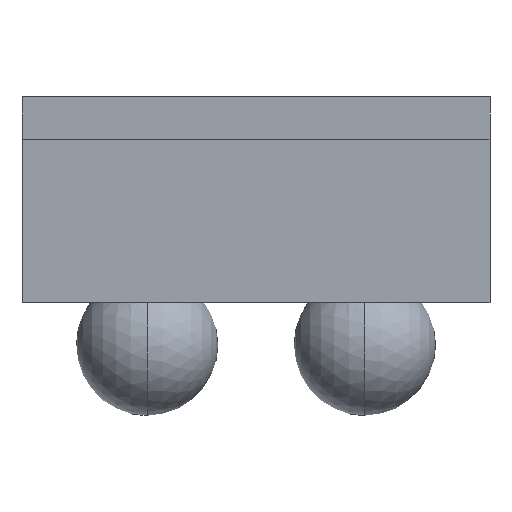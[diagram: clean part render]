
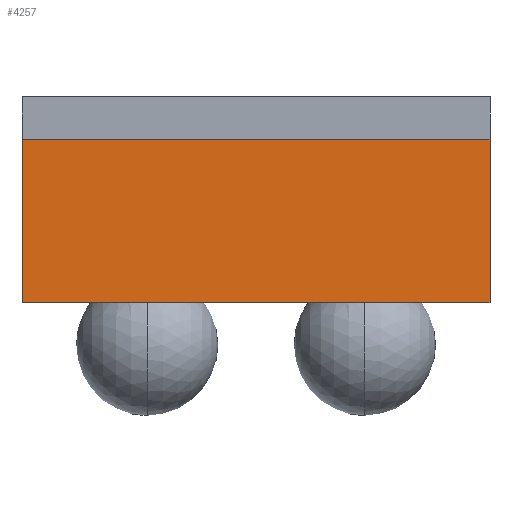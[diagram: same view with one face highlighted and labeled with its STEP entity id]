
A CAD part, front view. The second image highlights one B-rep face of the part: STEP entity #4257.
In plain terms, the highlighted planar face has unit normal (0, -1, 0).
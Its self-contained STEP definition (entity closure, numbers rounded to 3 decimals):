
#45 = VECTOR ( 'NONE', #6376, 1000. ) ;
#241 = ORIENTED_EDGE ( 'NONE', *, *, #10627, .F. ) ;
#582 = EDGE_CURVE ( 'NONE', #8256, #8232, #805, .T. ) ;
#784 = VERTEX_POINT ( 'NONE', #2794 ) ;
#805 = LINE ( 'NONE', #3504, #11831 ) ;
#812 = LINE ( 'NONE', #5414, #45 ) ;
#1190 = PLANE ( 'NONE',  #8000 ) ;
#1249 = FACE_OUTER_BOUND ( 'NONE', #1891, .T. ) ;
#1891 = EDGE_LOOP ( 'NONE', ( #241, #6467, #6198, #10352 ) ) ;
#2168 = CARTESIAN_POINT ( 'NONE',  ( -0.43, -0.58, -0.3 ) ) ;
#2754 = VECTOR ( 'NONE', #8486, 1000. ) ;
#2794 = CARTESIAN_POINT ( 'NONE',  ( 0.43, -0.58, 0. ) ) ;
#3504 = CARTESIAN_POINT ( 'NONE',  ( 0.43, -0.58, -0.3 ) ) ;
#3952 = DIRECTION ( 'NONE',  ( 0., 1., 0. ) ) ;
#4257 = ADVANCED_FACE ( 'NONE', ( #1249 ), #1190, .F. ) ;
#4918 = CARTESIAN_POINT ( 'NONE',  ( 0.43, -0.58, -0.3 ) ) ;
#5414 = CARTESIAN_POINT ( 'NONE',  ( -0.43, -0.58, -2.122 ) ) ;
#6198 = ORIENTED_EDGE ( 'NONE', *, *, #8491, .T. ) ;
#6376 = DIRECTION ( 'NONE',  ( 0., 0., 1. ) ) ;
#6467 = ORIENTED_EDGE ( 'NONE', *, *, #582, .T. ) ;
#6477 = VECTOR ( 'NONE', #11257, 1000. ) ;
#6901 = EDGE_CURVE ( 'NONE', #784, #7583, #7622, .T. ) ;
#7560 = CARTESIAN_POINT ( 'NONE',  ( 0.43, -0.58, 0. ) ) ;
#7583 = VERTEX_POINT ( 'NONE', #8854 ) ;
#7622 = LINE ( 'NONE', #7560, #6477 ) ;
#8000 = AXIS2_PLACEMENT_3D ( 'NONE', #11475, #3952, #9665 ) ;
#8232 = VERTEX_POINT ( 'NONE', #4918 ) ;
#8256 = VERTEX_POINT ( 'NONE', #2168 ) ;
#8427 = CARTESIAN_POINT ( 'NONE',  ( 0.43, -0.58, -2.122 ) ) ;
#8486 = DIRECTION ( 'NONE',  ( 0., 0., 1. ) ) ;
#8491 = EDGE_CURVE ( 'NONE', #8232, #784, #9342, .T. ) ;
#8854 = CARTESIAN_POINT ( 'NONE',  ( -0.43, -0.58, 0. ) ) ;
#9342 = LINE ( 'NONE', #8427, #2754 ) ;
#9665 = DIRECTION ( 'NONE',  ( 0., 0., 1. ) ) ;
#10352 = ORIENTED_EDGE ( 'NONE', *, *, #6901, .T. ) ;
#10627 = EDGE_CURVE ( 'NONE', #8256, #7583, #812, .T. ) ;
#10855 = DIRECTION ( 'NONE',  ( 1., 0., 0. ) ) ;
#11257 = DIRECTION ( 'NONE',  ( -1., 0., 0. ) ) ;
#11475 = CARTESIAN_POINT ( 'NONE',  ( 0.43, -0.58, -2.122 ) ) ;
#11831 = VECTOR ( 'NONE', #10855, 1000. ) ;
